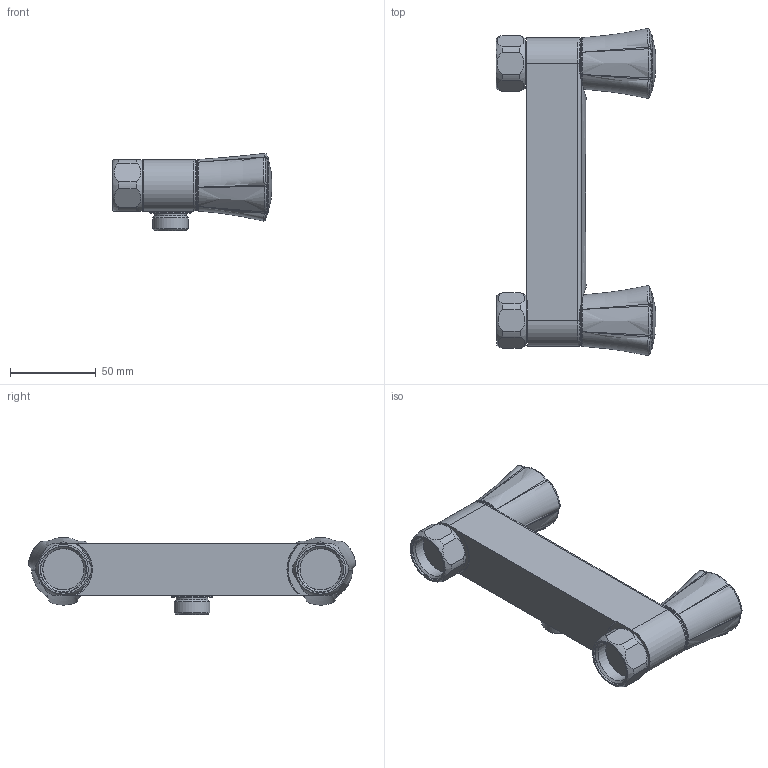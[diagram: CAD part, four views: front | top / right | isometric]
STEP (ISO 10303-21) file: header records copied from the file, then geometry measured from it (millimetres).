
FILE_DESCRIPTION(/* description */ ('Unknown'),/* implementation_level */ '2;1');
FILE_NAME(/* name */ '2630801_d',/* time_stamp */ '2022-09-08T14:39:10+02:00',/* author */ ('Unknown'),/* organization */ ('GROHE AG'),/* preprocessor_version */ 'ST-DEVELOPER v16.7',/* originating_system */ 'DEX',/* authorisation */ $);
FILE_SCHEMA (('AUTOMOTIVE_DESIGN {1 0 10303 214 3 1 1}'));
Length unit declared in the file: millimetre
Products named in the file (2): 2630801_d; id11
Assembly tree (1 placements, depth 2):
  2630801_d
    id11
Bounding box: 93.26 x 190.76 x 44.96 mm (x, y, z)
Surface area: 46255.8 mm2 (no closed solid volume)
Topology: 0 solids, 41 shells, 219 faces, 798 edges, 603 vertices
Faces by surface type: bspline 83, plane 59, cylinder 37, cone 24, torus 14, sphere 2
Full cylindrical faces by diameter (mm): 14.2 x1, 15.2 x1, 18.6 x1, 20.955 x1, 21 x2, 24 x2, 24.117 x2, 24.5 x1, 27 x2
Entity records: 12515 total; most frequent: CARTESIAN_POINT 6233, ORIENTED_EDGE 1111, DIRECTION 836, EDGE_CURVE 742, VERTEX_POINT 584, B_SPLINE_CURVE_WITH_KNOTS 415, AXIS2_PLACEMENT_3D 371, EDGE_LOOP 273
